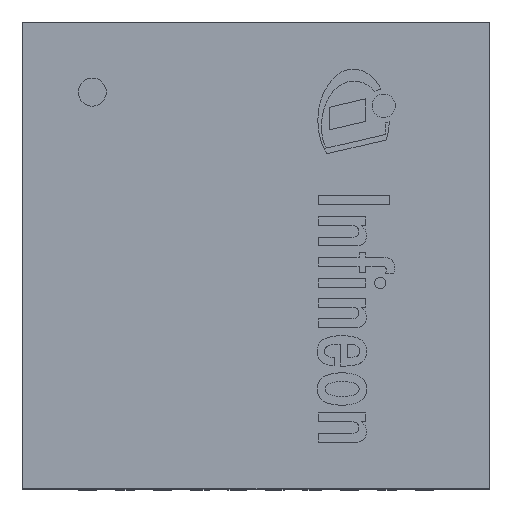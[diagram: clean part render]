
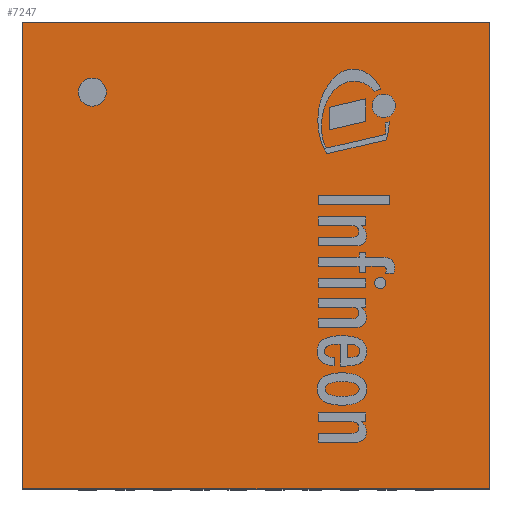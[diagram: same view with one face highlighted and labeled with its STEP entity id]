
A CAD part, top view. The second image highlights one B-rep face of the part: STEP entity #7247.
In plain terms, the highlighted planar face has unit normal (0, 0, 1).
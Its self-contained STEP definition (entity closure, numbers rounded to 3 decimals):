
#290=FACE_BOUND('',#1091,.T.);
#295=CIRCLE('',#7770,0.15);
#624=FACE_OUTER_BOUND('',#1090,.T.);
#1090=EDGE_LOOP('',(#4823,#4824,#4825,#4826));
#1091=EDGE_LOOP('',(#4827));
#1560=LINE('',#10891,#2299);
#1564=LINE('',#10898,#2303);
#1565=LINE('',#10901,#2304);
#1568=LINE('',#10906,#2307);
#2299=VECTOR('',#8564,1.);
#2303=VECTOR('',#8570,1.);
#2304=VECTOR('',#8573,1.);
#2307=VECTOR('',#8578,1.);
#3038=VERTEX_POINT('',#10888);
#3039=VERTEX_POINT('',#10890);
#3041=VERTEX_POINT('',#10896);
#3042=VERTEX_POINT('',#10900);
#3044=VERTEX_POINT('',#10907);
#3748=EDGE_CURVE('',#3039,#3038,#1560,.T.);
#3752=EDGE_CURVE('',#3038,#3041,#1564,.T.);
#3753=EDGE_CURVE('',#3039,#3042,#1565,.T.);
#3756=EDGE_CURVE('',#3042,#3041,#1568,.T.);
#3757=EDGE_CURVE('',#3044,#3044,#295,.T.);
#4823=ORIENTED_EDGE('',*,*,#3748,.T.);
#4824=ORIENTED_EDGE('',*,*,#3752,.T.);
#4825=ORIENTED_EDGE('',*,*,#3756,.F.);
#4826=ORIENTED_EDGE('',*,*,#3753,.F.);
#4827=ORIENTED_EDGE('',*,*,#3757,.T.);
#6944=PLANE('',#7769);
#7247=ADVANCED_FACE('',(#624,#290),#6944,.T.);
#7769=AXIS2_PLACEMENT_3D('',#10905,#8576,#8577);
#7770=AXIS2_PLACEMENT_3D('',#10908,#8579,#8580);
#8564=DIRECTION('',(1.,0.,0.));
#8570=DIRECTION('',(0.,1.,0.));
#8573=DIRECTION('',(0.,1.,0.));
#8576=DIRECTION('center_axis',(0.,0.,
1.));
#8577=DIRECTION('ref_axis',(0.,-1.,0.));
#8578=DIRECTION('',(1.,0.,0.));
#8579=DIRECTION('center_axis',(0.,0.,
-1.));
#8580=DIRECTION('ref_axis',(1.,0.,0.));
#10888=CARTESIAN_POINT('',(2.49,-2.49,0.9));
#10890=CARTESIAN_POINT('',(-2.49,-2.49,0.9));
#10891=CARTESIAN_POINT('',(-1.25,-2.49,0.9));
#10896=CARTESIAN_POINT('',(2.49,2.49,0.9));
#10898=CARTESIAN_POINT('',(2.49,-1.495,0.9));
#10900=CARTESIAN_POINT('',(-2.49,2.49,0.9));
#10901=CARTESIAN_POINT('',(-2.49,-3.49,0.9));
#10905=CARTESIAN_POINT('Origin',(0.5,-0.5,0.9));
#10906=CARTESIAN_POINT('',(-2.49,2.49,0.9));
#10907=CARTESIAN_POINT('',(-1.9,1.75,0.9));
#10908=CARTESIAN_POINT('Origin',(-1.75,1.75,0.9));
